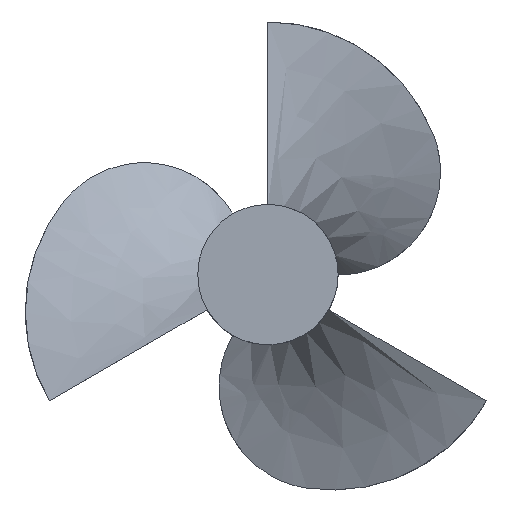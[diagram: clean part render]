
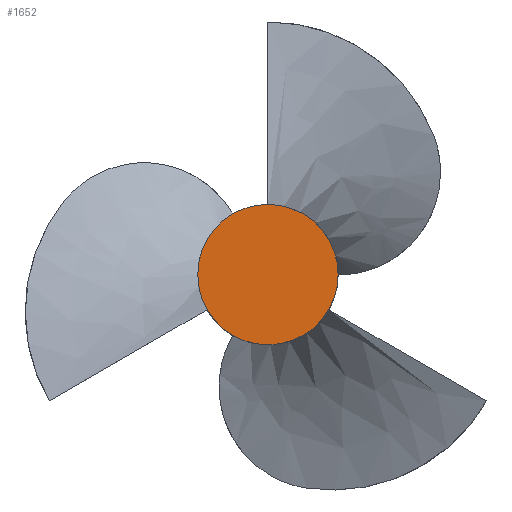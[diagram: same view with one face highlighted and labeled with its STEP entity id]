
A CAD part, top view. The second image highlights one B-rep face of the part: STEP entity #1652.
In plain terms, the highlighted planar face has unit normal (0, 0, 1).
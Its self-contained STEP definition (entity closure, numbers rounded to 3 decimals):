
#5 = CARTESIAN_POINT ( 'NONE',  ( 0.001, 0., 40.923 ) ) ;
#14 = DIRECTION ( 'NONE',  ( 0., 0., 1. ) ) ;
#327 = AXIS2_PLACEMENT_3D ( 'NONE', #5, #1546, #685 ) ;
#379 = AXIS2_PLACEMENT_3D ( 'NONE', #487, #1268, #1533 ) ;
#387 = FACE_OUTER_BOUND ( 'NONE', #1644, .T. ) ;
#483 = AXIS2_PLACEMENT_3D ( 'NONE', #514, #14, #1155 ) ;
#487 = CARTESIAN_POINT ( 'NONE',  ( 0.001, 0., 40.923 ) ) ;
#514 = CARTESIAN_POINT ( 'NONE',  ( 0.001, 0., 40.923 ) ) ;
#685 = DIRECTION ( 'NONE',  ( 1., 0., 0. ) ) ;
#936 = VERTEX_POINT ( 'NONE', #1624 ) ;
#1011 = VERTEX_POINT ( 'NONE', #1528 ) ;
#1051 = CIRCLE ( 'NONE', #327, 25. ) ;
#1053 = EDGE_CURVE ( 'NONE', #936, #1011, #1302, .T. ) ;
#1147 = PLANE ( 'NONE',  #483 ) ;
#1155 = DIRECTION ( 'NONE',  ( 1., 0., 0. ) ) ;
#1163 = ORIENTED_EDGE ( 'NONE', *, *, #1053, .T. ) ;
#1268 = DIRECTION ( 'NONE',  ( 0., 0., 1. ) ) ;
#1302 = CIRCLE ( 'NONE', #379, 25. ) ;
#1358 = EDGE_CURVE ( 'NONE', #1011, #936, #1051, .T. ) ;
#1409 = ORIENTED_EDGE ( 'NONE', *, *, #1358, .T. ) ;
#1528 = CARTESIAN_POINT ( 'NONE',  ( 25.001, 0., 40.923 ) ) ;
#1533 = DIRECTION ( 'NONE',  ( 1., 0., 0. ) ) ;
#1546 = DIRECTION ( 'NONE',  ( 0., 0., 1. ) ) ;
#1624 = CARTESIAN_POINT ( 'NONE',  ( -24.999, 0., 40.923 ) ) ;
#1644 = EDGE_LOOP ( 'NONE', ( #1409, #1163 ) ) ;
#1652 = ADVANCED_FACE ( 'NONE', ( #387 ), #1147, .T. ) ;
